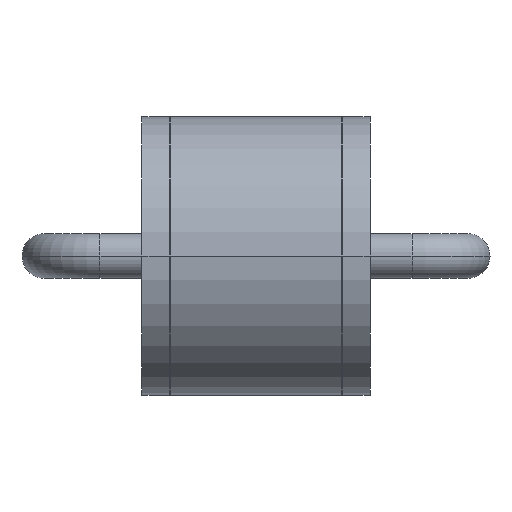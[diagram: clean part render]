
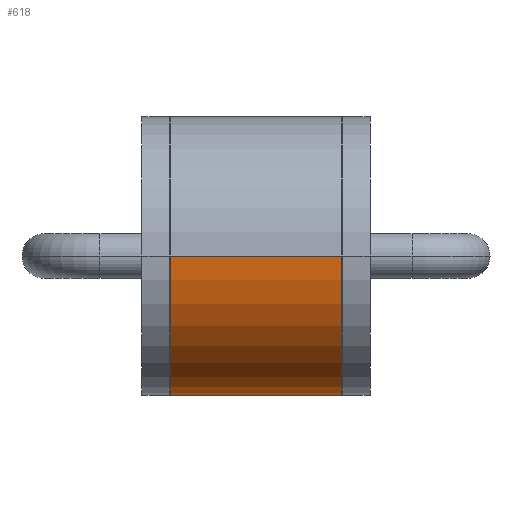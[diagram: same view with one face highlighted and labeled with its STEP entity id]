
A CAD part, front view. The second image highlights one B-rep face of the part: STEP entity #618.
In plain terms, the highlighted cylindrical face has radius 2.5 mm (diameter 5 mm), a partial arc.
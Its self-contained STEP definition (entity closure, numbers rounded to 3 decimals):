
#367=CARTESIAN_POINT('',(3.59,0.,0.));
#368=DIRECTION('',(1.,0.,0.));
#369=DIRECTION('',(0.,-1.,0.));
#370=AXIS2_PLACEMENT_3D('',#367,#368,#369);
#372=CARTESIAN_POINT('',(0.51,0.,0.));
#373=DIRECTION('',(-1.,0.,0.));
#374=DIRECTION('',(0.,1.,0.));
#375=AXIS2_PLACEMENT_3D('',#372,#373,#374);
#377=DIRECTION('',(1.,0.,0.));
#378=VECTOR('',#377,3.08);
#379=CARTESIAN_POINT('',(0.51,-2.5,0.));
#380=LINE('',#379,#378);
#391=DIRECTION('',(1.,0.,0.));
#392=VECTOR('',#391,3.08);
#393=CARTESIAN_POINT('',(0.51,2.5,0.));
#394=LINE('',#393,#392);
#485=CARTESIAN_POINT('',(3.59,-2.5,0.));
#486=CARTESIAN_POINT('',(3.59,2.5,0.));
#487=VERTEX_POINT('',#485);
#488=VERTEX_POINT('',#486);
#489=CARTESIAN_POINT('',(0.51,2.5,0.));
#490=CARTESIAN_POINT('',(0.51,-2.5,0.));
#491=VERTEX_POINT('',#489);
#492=VERTEX_POINT('',#490);
#604=CARTESIAN_POINT('',(0.,0.,0.));
#605=DIRECTION('',(1.,0.,0.));
#606=DIRECTION('',(0.,-1.,0.));
#607=AXIS2_PLACEMENT_3D('',#604,#605,#606);
#608=CYLINDRICAL_SURFACE('',#607,2.5);
#609=ORIENTED_EDGE('',*,*,#592,.T.);
#611=ORIENTED_EDGE('',*,*,#610,.F.);
#613=ORIENTED_EDGE('',*,*,#612,.T.);
#615=ORIENTED_EDGE('',*,*,#614,.T.);
#616=EDGE_LOOP('',(#609,#611,#613,#615));
#617=FACE_OUTER_BOUND('',#616,.F.);
#371=CIRCLE('',#370,2.5);
#376=CIRCLE('',#375,2.5);
#592=EDGE_CURVE('',#487,#488,#371,.T.);
#610=EDGE_CURVE('',#491,#488,#394,.T.);
#612=EDGE_CURVE('',#491,#492,#376,.T.);
#614=EDGE_CURVE('',#492,#487,#380,.T.);
#618=ADVANCED_FACE('',(#617),#608,.T.);
